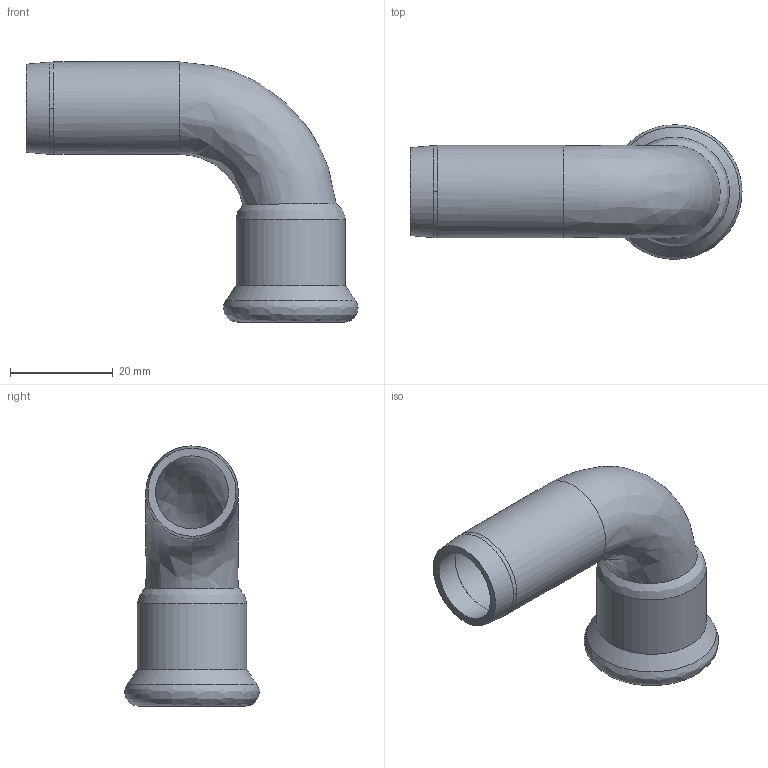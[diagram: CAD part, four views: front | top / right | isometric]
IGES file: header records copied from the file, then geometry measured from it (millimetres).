
Global section: file name: 40303; native system: Autodesk Inventor 2023; preprocessor: unknown; author: JANAN; date: 20230908.104436; units: millimetre
Bounding box: 64.59 x 26.16 x 50.6 mm (x, y, z)
Volume: 7268.9 mm3; surface area: 9778.3 mm2
Topology: 1 solids, 1 shells, 28 faces, 71 edges, 46 vertices
Faces by surface type: bspline 28
